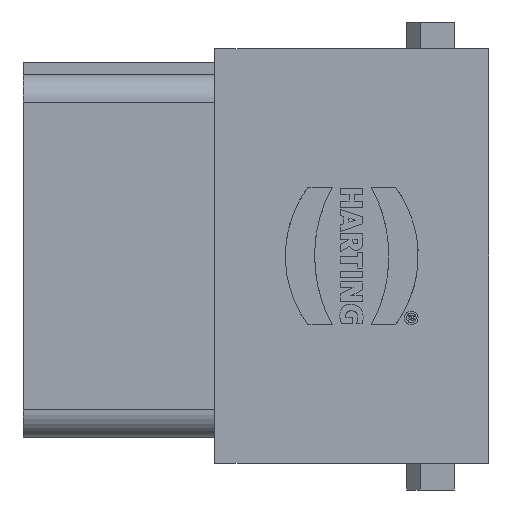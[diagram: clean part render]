
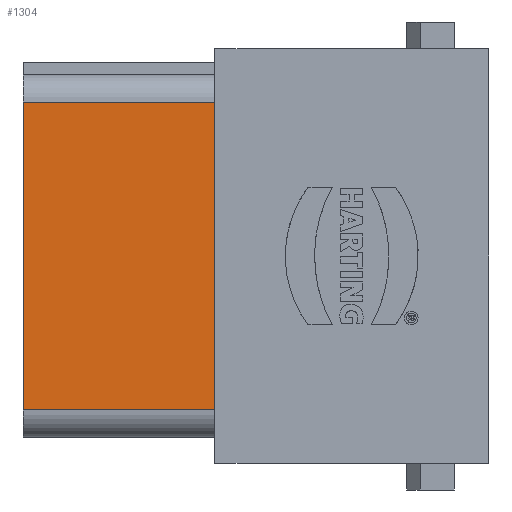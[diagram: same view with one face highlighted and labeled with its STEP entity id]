
A CAD part, left-side view. The second image highlights one B-rep face of the part: STEP entity #1304.
In plain terms, the highlighted planar face has unit normal (-1, 0, 0).
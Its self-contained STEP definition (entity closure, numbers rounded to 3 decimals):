
#1304=ADVANCED_FACE('',(#1830),#1575,.F.);
#1575=PLANE('',#7183);
#1830=FACE_OUTER_BOUND('',#2245,.T.);
#2245=EDGE_LOOP('',(#3594,#3595,#3596,#3597));
#3594=ORIENTED_EDGE('',*,*,#5296,.T.);
#3595=ORIENTED_EDGE('',*,*,#5298,.F.);
#3596=ORIENTED_EDGE('',*,*,#5240,.T.);
#3597=ORIENTED_EDGE('',*,*,#5299,.F.);
#4518=VERTEX_POINT('',#10585);
#4519=VERTEX_POINT('',#10586);
#4556=VERTEX_POINT('',#10696);
#4557=VERTEX_POINT('',#10698);
#5240=EDGE_CURVE('',#4518,#4519,#5841,.T.);
#5296=EDGE_CURVE('',#4557,#4556,#5890,.T.);
#5298=EDGE_CURVE('',#4518,#4556,#5891,.T.);
#5299=EDGE_CURVE('',#4557,#4519,#5892,.T.);
#5841=LINE('',#10584,#6418);
#5890=LINE('',#10697,#6467);
#5891=LINE('',#10701,#6468);
#5892=LINE('',#10702,#6469);
#6418=VECTOR('',#8438,1.);
#6467=VECTOR('',#8537,1.);
#6468=VECTOR('',#8542,1.);
#6469=VECTOR('',#8543,1.);
#7183=AXIS2_PLACEMENT_3D('',#10703,#8544,#8545);
#8438=DIRECTION('',(0.,1.,0.));
#8537=DIRECTION('',(0.,-1.,0.));
#8542=DIRECTION('',(0.,0.,-1.));
#8543=DIRECTION('',(0.,0.,1.));
#8544=DIRECTION('',(1.,0.,0.));
#8545=DIRECTION('',(0.,0.,1.));
#10584=CARTESIAN_POINT('',(-6.,3.,11.25));
#10585=CARTESIAN_POINT('',(-6.,3.,11.25));
#10586=CARTESIAN_POINT('',(-6.,17.,11.25));
#10696=CARTESIAN_POINT('',(-6.,3.,-11.25));
#10697=CARTESIAN_POINT('',(-6.,17.,-11.25));
#10698=CARTESIAN_POINT('',(-6.,17.,-11.25));
#10701=CARTESIAN_POINT('',(-6.,3.,11.25));
#10702=CARTESIAN_POINT('',(-6.,17.,-11.25));
#10703=CARTESIAN_POINT('',(-6.,17.,-11.25));
